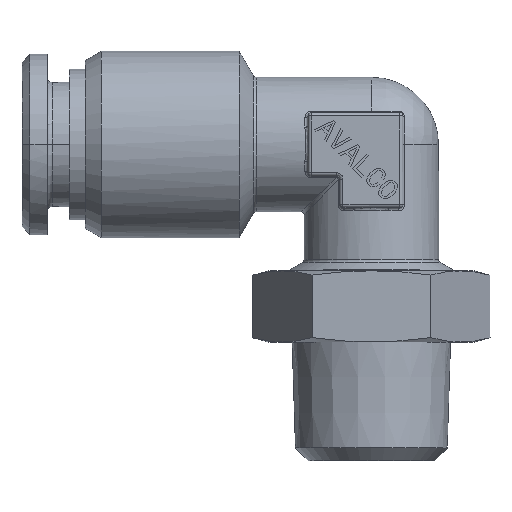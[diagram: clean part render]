
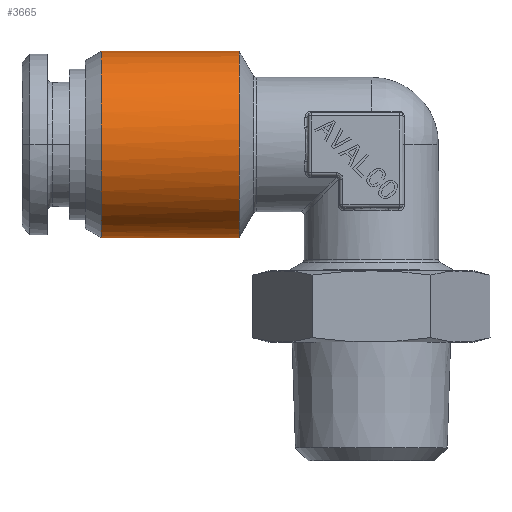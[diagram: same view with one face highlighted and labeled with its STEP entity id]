
A CAD part, top view. The second image highlights one B-rep face of the part: STEP entity #3665.
In plain terms, the highlighted cylindrical face has radius 5.9 mm (diameter 11.8 mm), a partial arc.
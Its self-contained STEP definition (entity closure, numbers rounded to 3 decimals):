
#3396=CARTESIAN_POINT('Axis2P3D Location',(-17.08,0.,0.)) ;
#3400=CARTESIAN_POINT('Vertex',(-17.08,5.9,0.)) ;
#3402=CARTESIAN_POINT('Vertex',(-17.08,-5.9,0.)) ;
#3623=CARTESIAN_POINT('Axis2P3D Location',(-18.587,0.,0.)) ;
#3628=CARTESIAN_POINT('Line Origine',(-18.587,5.9,0.)) ;
#3632=CARTESIAN_POINT('Vertex',(-8.365,5.9,0.)) ;
#3635=CARTESIAN_POINT('Line Origine',(-18.587,-5.9,0.)) ;
#3639=CARTESIAN_POINT('Vertex',(-8.365,-5.9,0.)) ;
#3643=CARTESIAN_POINT('Control Point',(-8.365,5.9,0.)) ;
#3644=CARTESIAN_POINT('Control Point',(-8.365,5.9,0.927)) ;
#3645=CARTESIAN_POINT('Control Point',(-8.365,5.718,1.854)) ;
#3646=CARTESIAN_POINT('Control Point',(-8.365,5.354,2.733)) ;
#3647=CARTESIAN_POINT('Control Point',(-8.365,4.301,4.301)) ;
#3648=CARTESIAN_POINT('Control Point',(-8.365,2.733,5.354)) ;
#3649=CARTESIAN_POINT('Control Point',(-8.365,1.854,5.718)) ;
#3650=CARTESIAN_POINT('Control Point',(-8.365,0.,6.082)) ;
#3651=CARTESIAN_POINT('Control Point',(-8.365,-1.854,5.718)) ;
#3652=CARTESIAN_POINT('Control Point',(-8.365,-2.733,5.354)) ;
#3653=CARTESIAN_POINT('Control Point',(-8.365,-4.301,4.301)) ;
#3654=CARTESIAN_POINT('Control Point',(-8.365,-5.354,2.733)) ;
#3655=CARTESIAN_POINT('Control Point',(-8.365,-5.718,1.854)) ;
#3656=CARTESIAN_POINT('Control Point',(-8.365,-5.9,0.927)) ;
#3657=CARTESIAN_POINT('Control Point',(-8.365,-5.9,0.)) ;
#3397=DIRECTION('Axis2P3D Direction',(1.,0.,0.)) ;
#3624=DIRECTION('Axis2P3D Direction',(1.,0.,0.)) ;
#3625=DIRECTION('Axis2P3D XDirection',(0.,1.,0.)) ;
#3629=DIRECTION('Vector Direction',(1.,0.,0.)) ;
#3636=DIRECTION('Vector Direction',(1.,0.,0.)) ;
#3398=AXIS2_PLACEMENT_3D('Circle Axis2P3D',#3396,#3397,$) ;
#3626=AXIS2_PLACEMENT_3D('Cylinder Axis2P3D',#3623,#3624,#3625) ;
#3660=ORIENTED_EDGE('',*,*,#3634,.F.) ;
#3661=ORIENTED_EDGE('',*,*,#3404,.T.) ;
#3662=ORIENTED_EDGE('',*,*,#3641,.T.) ;
#3663=ORIENTED_EDGE('',*,*,#3658,.F.) ;
#3630=VECTOR('Line Direction',#3629,1.) ;
#3637=VECTOR('Line Direction',#3636,1.) ;
#3665=ADVANCED_FACE('PR505B-06R18',(#3664),#3627,.T.) ;
#3642=B_SPLINE_CURVE_WITH_KNOTS('',5,(#3643,#3644,#3645,#3646,#3647,#3648,#3649,#3650,#3651,#3652,#3653,#3654,#3655,#3656,#3657),.UNSPECIFIED.,.F.,.U.,(6,3,3,3,6),(-9.268,-4.634,0.,4.634,9.268),.UNSPECIFIED.) ;
#3399=CIRCLE('generated circle',#3398,5.9) ;
#3627=CYLINDRICAL_SURFACE('generated cylinder',#3626,5.9) ;
#3404=EDGE_CURVE('',#3401,#3403,#3399,.T.) ;
#3634=EDGE_CURVE('',#3401,#3633,#3631,.T.) ;
#3641=EDGE_CURVE('',#3403,#3640,#3638,.T.) ;
#3658=EDGE_CURVE('',#3633,#3640,#3642,.T.) ;
#3659=EDGE_LOOP('',(#3660,#3661,#3662,#3663)) ;
#3664=FACE_OUTER_BOUND('',#3659,.T.) ;
#3631=LINE('Line',#3628,#3630) ;
#3638=LINE('Line',#3635,#3637) ;
#3401=VERTEX_POINT('',#3400) ;
#3403=VERTEX_POINT('',#3402) ;
#3633=VERTEX_POINT('',#3632) ;
#3640=VERTEX_POINT('',#3639) ;
